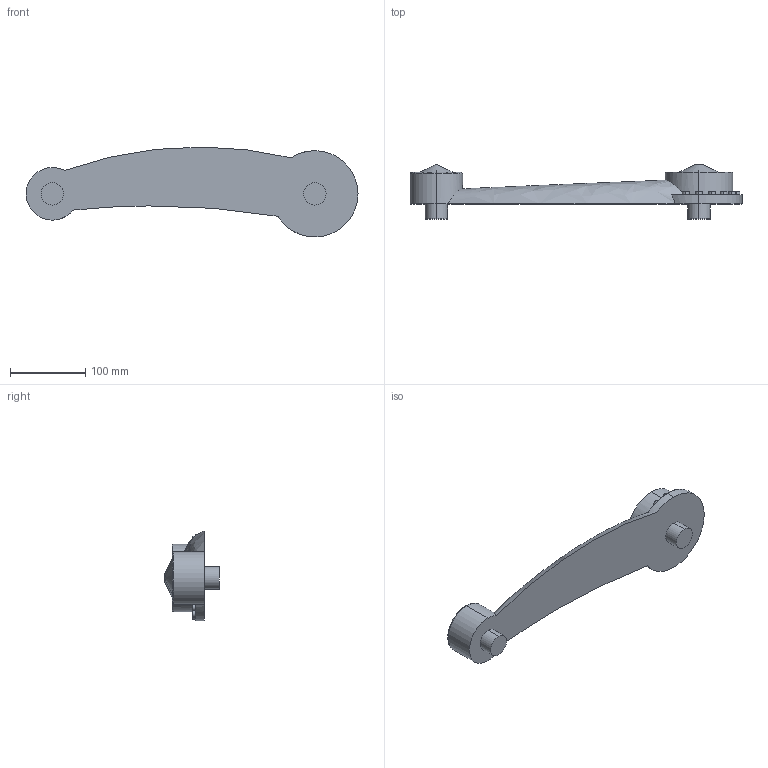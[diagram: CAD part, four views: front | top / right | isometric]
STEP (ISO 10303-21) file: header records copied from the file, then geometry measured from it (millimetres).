
FILE_DESCRIPTION (( 'STEP AP203' ), '1' );
FILE_NAME ('Part3_Default_sldprt.STEP', '2023-08-12T10:40:11', ( '' ), ( '' ), 'SwSTEP 2.0', 'SolidWorks 2023', '' );
FILE_SCHEMA (( 'CONFIG_CONTROL_DESIGN' ));
Length unit declared in the file: millimetre
Products named in the file (1): Part3_Default_sldprt
Bounding box: 442.5 x 72 x 119.93 mm (x, y, z)
Volume: 916469.4 mm3; surface area: 102258.5 mm2
Topology: 1 solids, 1 shells, 114 faces, 234 edges, 154 vertices
Faces by surface type: cylinder 71, plane 36, cone 4, torus 2, bspline 1
Entity records: 3285 total; most frequent: CARTESIAN_POINT 648, DIRECTION 606, ORIENTED_EDGE 468, AXIS2_PLACEMENT_3D 266, EDGE_CURVE 234, VERTEX_POINT 154, CIRCLE 152, EDGE_LOOP 146
